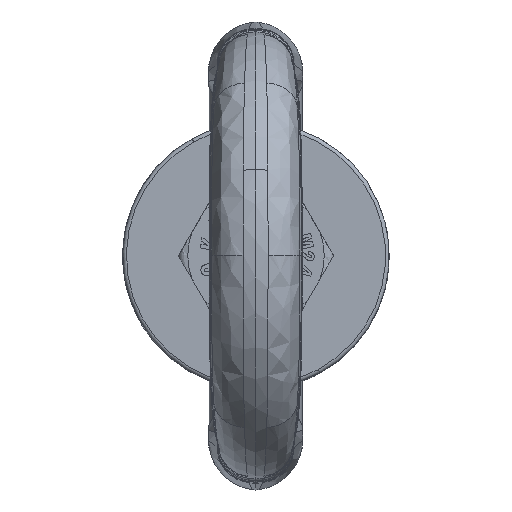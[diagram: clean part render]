
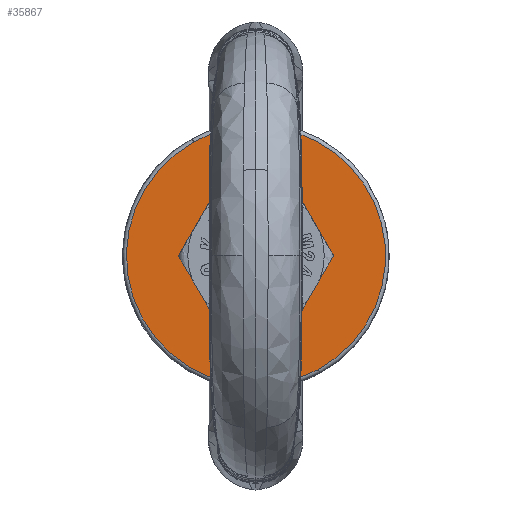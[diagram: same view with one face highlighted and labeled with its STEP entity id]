
A CAD part, top view. The second image highlights one B-rep face of the part: STEP entity #35867.
In plain terms, the highlighted planar face has unit normal (0, 0, 1).
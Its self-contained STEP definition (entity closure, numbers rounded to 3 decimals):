
#35679=CARTESIAN_POINT('Vertex',(-16.66,30.496,-6.)) ;
#35695=CARTESIAN_POINT('Vertex',(16.66,-30.496,-6.)) ;
#35698=CARTESIAN_POINT('Axis2P3D Location',(0.,0.,-6.)) ;
#35721=CARTESIAN_POINT('Vertex',(-11.69,32.725,-6.)) ;
#35724=CARTESIAN_POINT('Axis2P3D Location',(0.,0.,-6.)) ;
#35751=CARTESIAN_POINT('Axis2P3D Location',(0.,0.,-6.)) ;
#35857=CARTESIAN_POINT('Axis2P3D Location',(0.,-35.75,-6.)) ;
#35699=DIRECTION('Axis2P3D Direction',(0.,0.,1.)) ;
#35725=DIRECTION('Axis2P3D Direction',(0.,0.,1.)) ;
#35752=DIRECTION('Axis2P3D Direction',(0.,0.,1.)) ;
#35858=DIRECTION('Axis2P3D Direction',(0.,0.,1.)) ;
#35859=DIRECTION('Axis2P3D XDirection',(1.,0.,0.)) ;
#35700=AXIS2_PLACEMENT_3D('Circle Axis2P3D',#35698,#35699,$) ;
#35726=AXIS2_PLACEMENT_3D('Circle Axis2P3D',#35724,#35725,$) ;
#35753=AXIS2_PLACEMENT_3D('Circle Axis2P3D',#35751,#35752,$) ;
#35860=AXIS2_PLACEMENT_3D('Plane Axis2P3D',#35857,#35858,#35859) ;
#35863=ORIENTED_EDGE('',*,*,#35728,.T.) ;
#35864=ORIENTED_EDGE('',*,*,#35755,.T.) ;
#35865=ORIENTED_EDGE('',*,*,#35702,.T.) ;
#35867=ADVANCED_FACE('Brep With Voids',(#35866),#35861,.T.) ;
#35701=CIRCLE('generated circle',#35700,34.75) ;
#35727=CIRCLE('generated circle',#35726,34.75) ;
#35754=CIRCLE('generated circle',#35753,34.75) ;
#35702=EDGE_CURVE('',#35680,#35696,#35701,.T.) ;
#35728=EDGE_CURVE('',#35696,#35722,#35727,.T.) ;
#35755=EDGE_CURVE('',#35722,#35680,#35754,.T.) ;
#35862=EDGE_LOOP('',(#35863,#35864,#35865)) ;
#35866=FACE_OUTER_BOUND('',#35862,.T.) ;
#35861=PLANE('',#35860) ;
#35680=VERTEX_POINT('',#35679) ;
#35696=VERTEX_POINT('',#35695) ;
#35722=VERTEX_POINT('',#35721) ;
